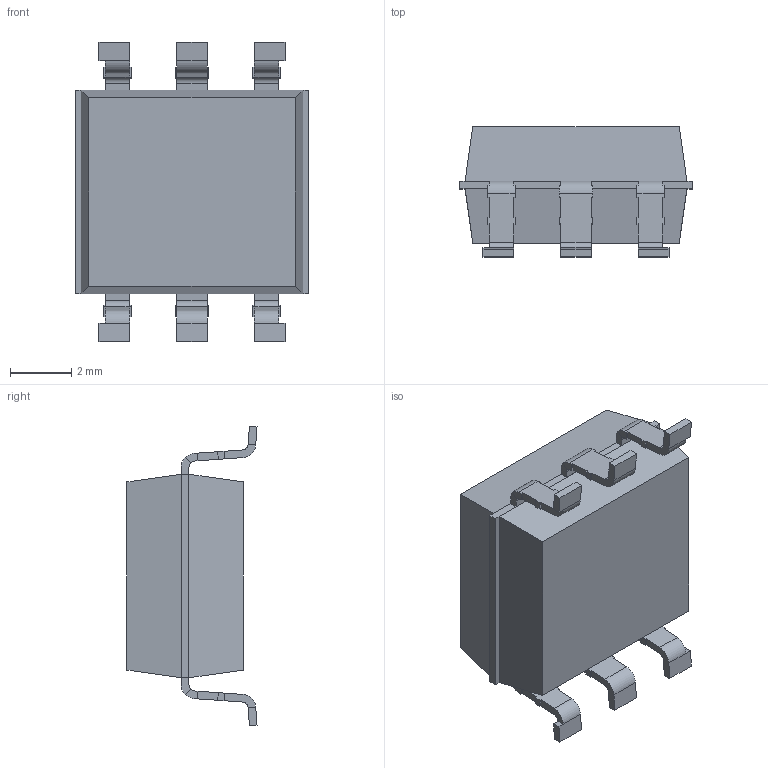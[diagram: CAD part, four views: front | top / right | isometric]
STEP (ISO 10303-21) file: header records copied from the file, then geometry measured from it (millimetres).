
FILE_DESCRIPTION (( 'STEP AP214' ), '1' );
FILE_NAME ('VO14642AABTR.STEP', '2018-07-02T23:23:31', ( '' ), ( '' ), 'SwSTEP 2.0', 'SolidWorks 2017', '' );
FILE_SCHEMA (( 'AUTOMOTIVE_DESIGN' ));
Length unit declared in the file: millimetre
Products named in the file (1): VO14642AABTR
Bounding box: 7.6 x 4.25 x 9.8 mm (x, y, z)
Volume: 176.3 mm3; surface area: 241.5 mm2
Topology: 7 solids, 7 shells, 209 faces, 566 edges, 372 vertices
Faces by surface type: plane 183, cylinder 26
Entity records: 8116 total; most frequent: CARTESIAN_POINT 1148, ORIENTED_EDGE 1132, DIRECTION 1062, EDGE_CURVE 566, VECTOR 490, LINE 490, VERTEX_POINT 372, AXIS2_PLACEMENT_3D 286
